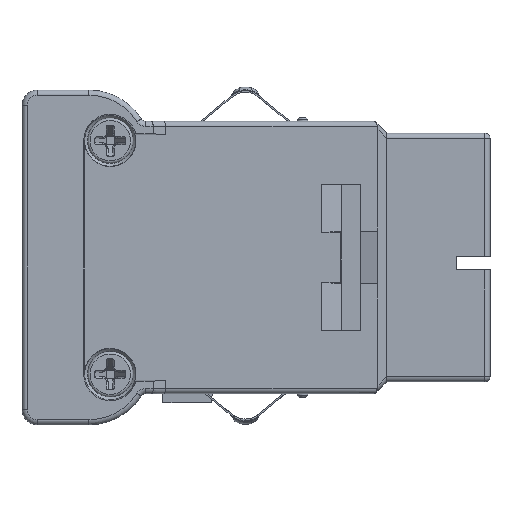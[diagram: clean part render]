
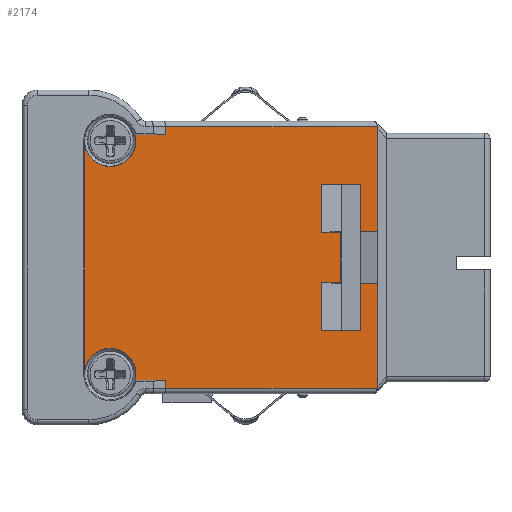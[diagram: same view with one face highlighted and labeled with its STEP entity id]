
A CAD part, left-side view. The second image highlights one B-rep face of the part: STEP entity #2174.
In plain terms, the highlighted planar face has unit normal (-1, 0, 0).
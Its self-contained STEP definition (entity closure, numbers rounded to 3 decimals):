
#1084=FACE_OUTER_BOUND('',#4405,.T.);
#2174=ADVANCED_FACE('',(#1084),#3049,.T.);
#3049=PLANE('',#19127);
#3510=CIRCLE('',#19122,2.5);
#3512=CIRCLE('',#19126,2.5);
#4405=EDGE_LOOP('',(#7822,#7823,#7824,#7825,#7826,#7827,#7828,#7829,#7830,
#7831,#7832,#7833,#7834,#7835,#7836,#7837,#7838,#7839,#7840,#7841,#7842,
#7843,#7844,#7845));
#5271=B_SPLINE_CURVE_WITH_KNOTS('',3,(#34216,#34217,#34218,#34219),
 .UNSPECIFIED.,.F.,.F.,(4,4),(0.,1.),.UNSPECIFIED.);
#5275=B_SPLINE_CURVE_WITH_KNOTS('',3,(#34242,#34243,#34244,#34245),
 .UNSPECIFIED.,.F.,.F.,(4,4),(0.,1.),.UNSPECIFIED.);
#7822=ORIENTED_EDGE('',*,*,#13784,.F.);
#7823=ORIENTED_EDGE('',*,*,#13783,.F.);
#7824=ORIENTED_EDGE('',*,*,#13779,.T.);
#7825=ORIENTED_EDGE('',*,*,#13712,.T.);
#7826=ORIENTED_EDGE('',*,*,#13717,.T.);
#7827=ORIENTED_EDGE('',*,*,#13755,.T.);
#7828=ORIENTED_EDGE('',*,*,#13649,.T.);
#7829=ORIENTED_EDGE('',*,*,#13754,.T.);
#7830=ORIENTED_EDGE('',*,*,#13748,.T.);
#7831=ORIENTED_EDGE('',*,*,#13751,.F.);
#7832=ORIENTED_EDGE('',*,*,#13744,.F.);
#7833=ORIENTED_EDGE('',*,*,#13742,.T.);
#7834=ORIENTED_EDGE('',*,*,#13739,.T.);
#7835=ORIENTED_EDGE('',*,*,#13737,.T.);
#7836=ORIENTED_EDGE('',*,*,#13725,.T.);
#7837=ORIENTED_EDGE('',*,*,#13741,.T.);
#7838=ORIENTED_EDGE('',*,*,#13730,.F.);
#7839=ORIENTED_EDGE('',*,*,#13750,.F.);
#7840=ORIENTED_EDGE('',*,*,#13724,.F.);
#7841=ORIENTED_EDGE('',*,*,#13753,.T.);
#7842=ORIENTED_EDGE('',*,*,#13645,.T.);
#7843=ORIENTED_EDGE('',*,*,#13721,.T.);
#7844=ORIENTED_EDGE('',*,*,#13715,.T.);
#7845=ORIENTED_EDGE('',*,*,#13706,.T.);
#11594=VERTEX_POINT('',#34215);
#11595=VERTEX_POINT('',#34220);
#11597=VERTEX_POINT('',#34241);
#11598=VERTEX_POINT('',#34246);
#11626=VERTEX_POINT('',#34384);
#11627=VERTEX_POINT('',#34385);
#11632=VERTEX_POINT('',#34401);
#11633=VERTEX_POINT('',#34403);
#11634=VERTEX_POINT('',#34413);
#11635=VERTEX_POINT('',#34417);
#11637=VERTEX_POINT('',#34430);
#11639=VERTEX_POINT('',#34433);
#11640=VERTEX_POINT('',#34437);
#11641=VERTEX_POINT('',#34438);
#11645=VERTEX_POINT('',#34447);
#11646=VERTEX_POINT('',#34449);
#11650=VERTEX_POINT('',#34462);
#11651=VERTEX_POINT('',#34466);
#11652=VERTEX_POINT('',#34472);
#11653=VERTEX_POINT('',#34476);
#11654=VERTEX_POINT('',#34480);
#11656=VERTEX_POINT('',#34483);
#11673=VERTEX_POINT('',#34550);
#11676=VERTEX_POINT('',#34558);
#13645=EDGE_CURVE('',#11595,#11594,#5271,.T.);
#13649=EDGE_CURVE('',#11598,#11597,#5275,.T.);
#13706=EDGE_CURVE('',#11626,#11627,#15930,.T.);
#13712=EDGE_CURVE('',#11633,#11632,#15935,.T.);
#13715=EDGE_CURVE('',#11634,#11626,#15937,.T.);
#13717=EDGE_CURVE('',#11632,#11635,#15939,.T.);
#13721=EDGE_CURVE('',#11594,#11634,#15942,.T.);
#13724=EDGE_CURVE('',#11639,#11637,#15945,.T.);
#13725=EDGE_CURVE('',#11640,#11641,#15946,.T.);
#13730=EDGE_CURVE('',#11645,#11646,#15951,.T.);
#13737=EDGE_CURVE('',#11650,#11640,#15958,.T.);
#13739=EDGE_CURVE('',#11651,#11650,#15960,.T.);
#13741=EDGE_CURVE('',#11641,#11646,#15962,.T.);
#13742=EDGE_CURVE('',#11652,#11651,#15963,.T.);
#13744=EDGE_CURVE('',#11652,#11653,#15965,.T.);
#13748=EDGE_CURVE('',#11654,#11656,#15969,.T.);
#13750=EDGE_CURVE('',#11637,#11645,#15971,.T.);
#13751=EDGE_CURVE('',#11653,#11656,#15972,.T.);
#13753=EDGE_CURVE('',#11639,#11595,#15974,.T.);
#13754=EDGE_CURVE('',#11597,#11654,#15975,.T.);
#13755=EDGE_CURVE('',#11635,#11598,#15976,.T.);
#13779=EDGE_CURVE('',#11673,#11633,#3510,.T.);
#13783=EDGE_CURVE('',#11673,#11676,#15991,.T.);
#13784=EDGE_CURVE('',#11676,#11627,#3512,.T.);
#15930=LINE('',#34383,#17587);
#15935=LINE('',#34402,#17592);
#15937=LINE('',#34412,#17594);
#15939=LINE('',#34416,#17596);
#15942=LINE('',#34427,#17599);
#15945=LINE('',#34434,#17602);
#15946=LINE('',#34436,#17603);
#15951=LINE('',#34448,#17608);
#15958=LINE('',#34461,#17615);
#15960=LINE('',#34465,#17617);
#15962=LINE('',#34469,#17619);
#15963=LINE('',#34471,#17620);
#15965=LINE('',#34475,#17622);
#15969=LINE('',#34484,#17626);
#15971=LINE('',#34487,#17628);
#15972=LINE('',#34488,#17629);
#15974=LINE('',#34492,#17631);
#15975=LINE('',#34493,#17632);
#15976=LINE('',#34495,#17633);
#15991=LINE('',#34560,#17648);
#17587=VECTOR('',#22033,1.);
#17592=VECTOR('',#22040,1.);
#17594=VECTOR('',#22044,1.);
#17596=VECTOR('',#22048,1.);
#17599=VECTOR('',#22055,1.);
#17602=VECTOR('',#22060,1.);
#17603=VECTOR('',#22063,1.);
#17608=VECTOR('',#22070,1.);
#17615=VECTOR('',#22081,1.);
#17617=VECTOR('',#22085,1.);
#17619=VECTOR('',#22089,1.);
#17620=VECTOR('',#22092,1.);
#17622=VECTOR('',#22096,1.);
#17626=VECTOR('',#22102,1.);
#17628=VECTOR('',#22106,1.);
#17629=VECTOR('',#22107,1.);
#17631=VECTOR('',#22113,1.);
#17632=VECTOR('',#22114,1.);
#17633=VECTOR('',#22117,1.);
#17648=VECTOR('',#22156,1.);
#19122=AXIS2_PLACEMENT_3D('',#34552,#22148,#22149);
#19126=AXIS2_PLACEMENT_3D('',#34562,#22159,#22160);
#19127=AXIS2_PLACEMENT_3D('',#34563,#22161,#22162);
#22033=DIRECTION('',(0.,1.,0.));
#22040=DIRECTION('',(0.,-1.,0.));
#22044=DIRECTION('',(0.,0.,-1.));
#22048=DIRECTION('',(0.,0.,-1.));
#22055=DIRECTION('',(0.,1.,0.));
#22060=DIRECTION('',(0.,1.,0.));
#22063=DIRECTION('',(0.,1.,0.));
#22070=DIRECTION('',(0.,1.,0.));
#22081=DIRECTION('',(0.,0.,1.));
#22085=DIRECTION('',(0.,-1.,0.));
#22089=DIRECTION('',(0.,0.,1.));
#22092=DIRECTION('',(0.,0.,1.));
#22096=DIRECTION('',(0.,-1.,0.));
#22102=DIRECTION('',(0.,1.,0.));
#22106=DIRECTION('',(0.,0.,1.));
#22107=DIRECTION('',(0.,0.,1.));
#22113=DIRECTION('',(0.,0.,1.));
#22114=DIRECTION('',(0.,0.,1.));
#22117=DIRECTION('',(0.,-1.,0.));
#22148=DIRECTION('',(1.,0.,0.));
#22149=DIRECTION('',(0.,1.,0.));
#22156=DIRECTION('',(0.,0.,1.));
#22159=DIRECTION('',(-1.,0.,0.));
#22160=DIRECTION('',(0.,1.,0.));
#22161=DIRECTION('',(-1.,0.,0.));
#22162=DIRECTION('',(0.,0.,-1.));
#34215=CARTESIAN_POINT('',(-5.65,15.7,12.525));
#34216=CARTESIAN_POINT('',(-5.65,15.65,12.23));
#34217=CARTESIAN_POINT('',(-5.65,15.65,12.322));
#34218=CARTESIAN_POINT('',(-5.65,15.667,12.421));
#34219=CARTESIAN_POINT('',(-5.65,15.7,12.525));
#34220=CARTESIAN_POINT('',(-5.65,15.65,12.23));
#34241=CARTESIAN_POINT('',(-5.65,15.65,-12.53));
#34242=CARTESIAN_POINT('',(-5.65,15.7,-12.825));
#34243=CARTESIAN_POINT('',(-5.65,15.667,-12.721));
#34244=CARTESIAN_POINT('',(-5.65,15.65,-12.622));
#34245=CARTESIAN_POINT('',(-5.65,15.65,-12.53));
#34246=CARTESIAN_POINT('',(-5.65,15.7,-12.825));
#34383=CARTESIAN_POINT('',(-5.65,36.2,11.75));
#34384=CARTESIAN_POINT('',(-5.65,36.2,11.75));
#34385=CARTESIAN_POINT('',(-5.65,39.133,11.75));
#34401=CARTESIAN_POINT('',(-5.65,36.2,-12.05));
#34402=CARTESIAN_POINT('',(-5.65,39.133,-12.05));
#34403=CARTESIAN_POINT('',(-5.65,39.133,-12.05));
#34412=CARTESIAN_POINT('',(-5.65,36.2,12.525));
#34413=CARTESIAN_POINT('',(-5.65,36.2,12.525));
#34416=CARTESIAN_POINT('',(-5.65,36.2,-12.05));
#34417=CARTESIAN_POINT('',(-5.65,36.2,-12.825));
#34427=CARTESIAN_POINT('',(-5.65,15.7,12.525));
#34430=CARTESIAN_POINT('',(-5.65,17.3,2.411));
#34433=CARTESIAN_POINT('',(-5.65,15.65,2.411));
#34434=CARTESIAN_POINT('',(-5.65,15.65,2.411));
#34436=CARTESIAN_POINT('',(-5.65,19.261,2.289));
#34437=CARTESIAN_POINT('',(-5.65,19.261,2.289));
#34438=CARTESIAN_POINT('',(-5.65,21.1,2.289));
#34447=CARTESIAN_POINT('',(-5.65,17.3,6.961));
#34448=CARTESIAN_POINT('',(-5.65,17.3,6.961));
#34449=CARTESIAN_POINT('',(-5.65,21.1,6.961));
#34461=CARTESIAN_POINT('',(-5.65,19.261,-2.589));
#34462=CARTESIAN_POINT('',(-5.65,19.261,-2.589));
#34465=CARTESIAN_POINT('',(-5.65,21.1,-2.589));
#34466=CARTESIAN_POINT('',(-5.65,21.1,-2.589));
#34469=CARTESIAN_POINT('',(-5.65,21.1,2.289));
#34471=CARTESIAN_POINT('',(-5.65,21.1,-7.261));
#34472=CARTESIAN_POINT('',(-5.65,21.1,-7.261));
#34475=CARTESIAN_POINT('',(-5.65,21.1,-7.261));
#34476=CARTESIAN_POINT('',(-5.65,17.3,-7.261));
#34480=CARTESIAN_POINT('',(-5.65,15.65,-2.711));
#34483=CARTESIAN_POINT('',(-5.65,17.3,-2.711));
#34484=CARTESIAN_POINT('',(-5.65,15.65,-2.711));
#34487=CARTESIAN_POINT('',(-5.65,17.3,2.411));
#34488=CARTESIAN_POINT('',(-5.65,17.3,-7.261));
#34492=CARTESIAN_POINT('',(-5.65,15.65,2.411));
#34493=CARTESIAN_POINT('',(-5.65,15.65,-12.53));
#34495=CARTESIAN_POINT('',(-5.65,36.2,-12.825));
#34550=CARTESIAN_POINT('',(-5.65,44.06,-11.45));
#34552=CARTESIAN_POINT('',(-5.65,41.56,-11.45));
#34558=CARTESIAN_POINT('',(-5.65,44.06,11.15));
#34560=CARTESIAN_POINT('',(-5.65,44.06,-11.45));
#34562=CARTESIAN_POINT('',(-5.65,41.56,11.15));
#34563=CARTESIAN_POINT('',(-5.65,52.465,17.77));
